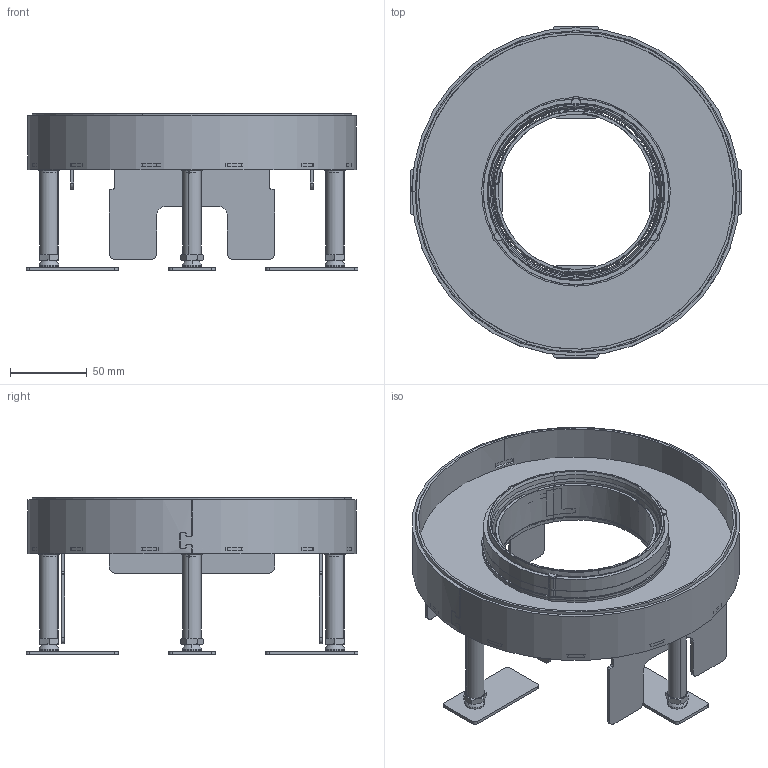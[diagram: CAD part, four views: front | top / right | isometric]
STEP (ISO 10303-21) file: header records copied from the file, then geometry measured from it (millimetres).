
FILE_DESCRIPTION((''),'2;1');
FILE_NAME('7409462_ASM','2014-06-05T',('AndreasKeweloh'),(''),'PRO/ENGINEER BY PARAMETRIC TECHNOLOGY CORPORATION, 2014000','PRO/ENGINEER BY PARAMETRIC TECHNOLOGY CORPORATION, 2014000','');
FILE_SCHEMA(('CONFIG_CONTROL_DESIGN'));
Length unit declared in the file: millimetre
Products named in the file (17): 35014016_STANDARD; 041819_L__70_MM; 041219_STANDARD; 054599_STANDARD_MIT_MUTTER_ASM; 036170_STANDARD; 055899_DARSTELLUNG_F_R_TELESKOP; 061264__H_21; 036160_STANDARD; 036161_STANDARD; 036159_STANDARD; 061618_RKFR_4__TUBUS; 061632_TUBUS__4__H_20_KOMPLETT__ASM; 42389C_BLINDNIET_GEK_RZT__EINBA; 054619_BLIND___TUBUS__F_R_STAND; 054620_STANDARD; 063340_SCHWERLAST_H_20_ASM; 7409462_ASM
Assembly tree (23 placements, depth 3):
  7409462_ASM
    054599_STANDARD_MIT_MUTTER_ASM  x4
      35014016_STANDARD
      041819_L__70_MM
      041219_STANDARD
    061632_TUBUS__4__H_20_KOMPLETT__ASM
      036170_STANDARD  x2
      055899_DARSTELLUNG_F_R_TELESKOP
      061264__H_21
      036160_STANDARD
      036161_STANDARD
      036159_STANDARD
      061618_RKFR_4__TUBUS
    063340_SCHWERLAST_H_20_ASM
      42389C_BLINDNIET_GEK_RZT__EINBA  x4
      054619_BLIND___TUBUS__F_R_STAND
      054620_STANDARD
Bounding box: 216.5 x 216.5 x 102.3 mm (x, y, z)
Volume: 417987.2 mm3; surface area: 300983 mm2
Topology: 26 solids, 26 shells, 1065 faces, 2660 edges, 1693 vertices
Faces by surface type: plane 442, cylinder 359, cone 159, torus 59, bspline 30, sphere 16
Entity records: 27427 total; most frequent: CARTESIAN_POINT 6877, DIRECTION 4265, ORIENTED_EDGE 4252, EDGE_CURVE 2126, AXIS2_PLACEMENT_3D 1611, VERTEX_POINT 1368, VECTOR 1043, LINE 1043
